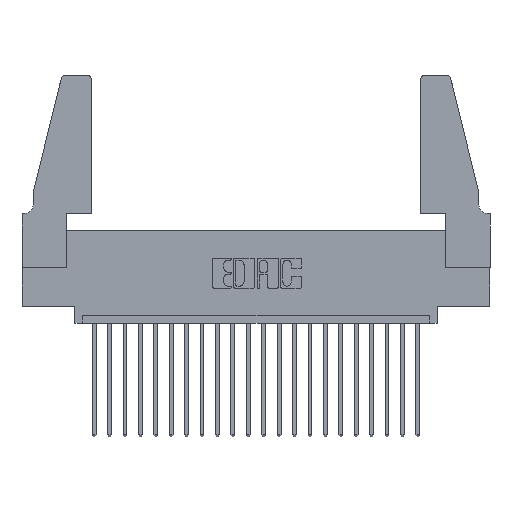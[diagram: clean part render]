
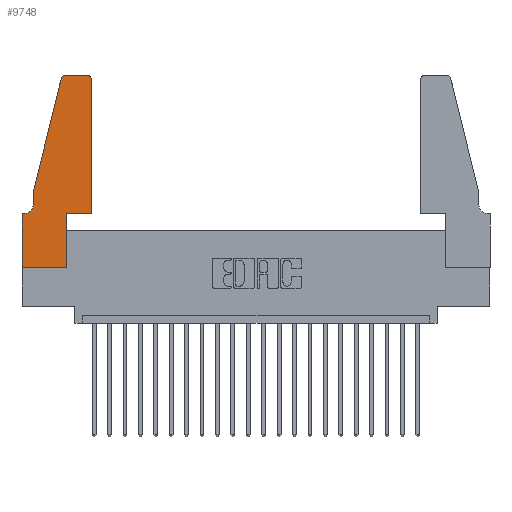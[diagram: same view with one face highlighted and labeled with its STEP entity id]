
A CAD part, top view. The second image highlights one B-rep face of the part: STEP entity #9748.
In plain terms, the highlighted planar face has unit normal (0, 0, 1).
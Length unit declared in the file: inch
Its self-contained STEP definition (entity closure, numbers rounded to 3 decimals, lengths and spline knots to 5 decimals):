
#214 = ORIENTED_EDGE ( 'NONE', *, *, #7927, .T. ) ;
#348 = EDGE_CURVE ( 'NONE', #15624, #19658, #17188, .T. ) ;
#393 = LINE ( 'NONE', #15709, #5062 ) ;
#442 = VECTOR ( 'NONE', #3383, 39.37008 ) ;
#454 = VECTOR ( 'NONE', #19259, 39.37008 ) ;
#627 = DIRECTION ( 'NONE',  ( 0., 1., 0. ) ) ;
#669 = VECTOR ( 'NONE', #16724, 39.37008 ) ;
#1163 = ORIENTED_EDGE ( 'NONE', *, *, #6575, .T. ) ;
#1516 = AXIS2_PLACEMENT_3D ( 'NONE', #16453, #6342, #2934 ) ;
#1523 = VECTOR ( 'NONE', #13727, 39.37008 ) ;
#1585 = CARTESIAN_POINT ( 'NONE',  ( 0., 0.35, 0.37 ) ) ;
#2104 = DIRECTION ( 'NONE',  ( 1., 0., 0. ) ) ;
#2483 = ORIENTED_EDGE ( 'NONE', *, *, #15932, .T. ) ;
#2794 = PLANE ( 'NONE',  #1516 ) ;
#2903 = ORIENTED_EDGE ( 'NONE', *, *, #4152, .T. ) ;
#2934 = DIRECTION ( 'NONE',  ( 1., 0., 0. ) ) ;
#3129 = CARTESIAN_POINT ( 'NONE',  ( 0.2865, 0., 0.37 ) ) ;
#3383 = DIRECTION ( 'NONE',  ( 1., 0., 0. ) ) ;
#3742 = EDGE_LOOP ( 'NONE', ( #2903, #1163, #5699, #2483, #6774, #8934, #9505, #10376, #214, #8627, #4887, #14944 ) ) ;
#4097 = CARTESIAN_POINT ( 'NONE',  ( 0.4505, 1.22, 0.37 ) ) ;
#4152 = EDGE_CURVE ( 'NONE', #14098, #18721, #19144, .T. ) ;
#4182 = CARTESIAN_POINT ( 'NONE',  ( 0.0055, 0.42, 0.37 ) ) ;
#4872 = LINE ( 'NONE', #12694, #454 ) ;
#4887 = ORIENTED_EDGE ( 'NONE', *, *, #5442, .T. ) ;
#4905 = DIRECTION ( 'NONE',  ( -1., 0., 0. ) ) ;
#5062 = VECTOR ( 'NONE', #627, 39.37008 ) ;
#5442 = EDGE_CURVE ( 'NONE', #13395, #18764, #20821, .T. ) ;
#5699 = ORIENTED_EDGE ( 'NONE', *, *, #20782, .T. ) ;
#5731 = AXIS2_PLACEMENT_3D ( 'NONE', #4182, #9284, #12623 ) ;
#5999 = VECTOR ( 'NONE', #4905, 39.37008 ) ;
#6342 = DIRECTION ( 'NONE',  ( 0., 0., 1. ) ) ;
#6368 = DIRECTION ( 'NONE',  ( 0., 0., 1. ) ) ;
#6517 = DIRECTION ( 'NONE',  ( 1., 0., 0. ) ) ;
#6575 = EDGE_CURVE ( 'NONE', #18721, #16618, #7479, .T. ) ;
#6774 = ORIENTED_EDGE ( 'NONE', *, *, #11309, .T. ) ;
#6787 = CARTESIAN_POINT ( 'NONE',  ( 0.25487, 1.22718, 0.37 ) ) ;
#6850 = EDGE_CURVE ( 'NONE', #18747, #7682, #17388, .T. ) ;
#7125 = EDGE_CURVE ( 'NONE', #16969, #13395, #20491, .T. ) ;
#7256 = CARTESIAN_POINT ( 'NONE',  ( 0.0055, 0.35, 0.37 ) ) ;
#7289 = VERTEX_POINT ( 'NONE', #10365 ) ;
#7479 = CIRCLE ( 'NONE', #20595, 0.03 ) ;
#7575 = CARTESIAN_POINT ( 'NONE',  ( 0.4505, 0.35, 0.37 ) ) ;
#7682 = VERTEX_POINT ( 'NONE', #3129 ) ;
#7927 = EDGE_CURVE ( 'NONE', #7682, #16969, #393, .T. ) ;
#8627 = ORIENTED_EDGE ( 'NONE', *, *, #7125, .T. ) ;
#8650 = FACE_OUTER_BOUND ( 'NONE', #3742, .T. ) ;
#8934 = ORIENTED_EDGE ( 'NONE', *, *, #348, .T. ) ;
#9199 = CARTESIAN_POINT ( 'NONE',  ( 0.0755, 0.42, 0.37 ) ) ;
#9284 = DIRECTION ( 'NONE',  ( 0., 0., -1. ) ) ;
#9505 = ORIENTED_EDGE ( 'NONE', *, *, #20314, .T. ) ;
#9748 = ADVANCED_FACE ( 'NONE', ( #8650 ), #2794, .T. ) ;
#9985 = AXIS2_PLACEMENT_3D ( 'NONE', #13136, #6368, #6517 ) ;
#10091 = CARTESIAN_POINT ( 'NONE',  ( 0., 0., 0.37 ) ) ;
#10122 = VECTOR ( 'NONE', #18372, 39.37008 ) ;
#10365 = CARTESIAN_POINT ( 'NONE',  ( 0.0755, 0.5, 0.37 ) ) ;
#10376 = ORIENTED_EDGE ( 'NONE', *, *, #6850, .T. ) ;
#10380 = LINE ( 'NONE', #10091, #10122 ) ;
#10859 = VECTOR ( 'NONE', #18907, 39.37008 ) ;
#11309 = EDGE_CURVE ( 'NONE', #20659, #15624, #15726, .T. ) ;
#11538 = CARTESIAN_POINT ( 'NONE',  ( 0.4505, 0.35, 0.37 ) ) ;
#12470 = CARTESIAN_POINT ( 'NONE',  ( 0., 0., 0.37 ) ) ;
#12623 = DIRECTION ( 'NONE',  ( -1., 0., 0. ) ) ;
#12694 = CARTESIAN_POINT ( 'NONE',  ( 0.0755, 0.5, 0.37 ) ) ;
#13136 = CARTESIAN_POINT ( 'NONE',  ( 0.4205, 1.22, 0.37 ) ) ;
#13209 = CARTESIAN_POINT ( 'NONE',  ( 0.2605, 1.25, 0.37 ) ) ;
#13310 = CARTESIAN_POINT ( 'NONE',  ( 0.4205, 1.25, 0.37 ) ) ;
#13316 = CARTESIAN_POINT ( 'NONE',  ( 0.284, 1.22, 0.37 ) ) ;
#13395 = VERTEX_POINT ( 'NONE', #7575 ) ;
#13727 = DIRECTION ( 'NONE',  ( 0., 1., 0. ) ) ;
#14098 = VERTEX_POINT ( 'NONE', #13310 ) ;
#14147 = CARTESIAN_POINT ( 'NONE',  ( 0.2865, 0.35, 0.37 ) ) ;
#14712 = VECTOR ( 'NONE', #21531, 39.37008 ) ;
#14732 = LINE ( 'NONE', #15131, #669 ) ;
#14900 = CARTESIAN_POINT ( 'NONE',  ( 0.0755, 0.35, 0.37 ) ) ;
#14944 = ORIENTED_EDGE ( 'NONE', *, *, #18443, .T. ) ;
#15012 = DIRECTION ( 'NONE',  ( 0., 0., 1. ) ) ;
#15131 = CARTESIAN_POINT ( 'NONE',  ( 0.0755, 0.5, 0.37 ) ) ;
#15624 = VERTEX_POINT ( 'NONE', #7256 ) ;
#15709 = CARTESIAN_POINT ( 'NONE',  ( 0.2865, 0.35, 0.37 ) ) ;
#15726 = CIRCLE ( 'NONE', #5731, 0.07 ) ;
#15932 = EDGE_CURVE ( 'NONE', #7289, #20659, #14732, .T. ) ;
#16453 = CARTESIAN_POINT ( 'NONE',  ( 0., 0.35, 0.37 ) ) ;
#16618 = VERTEX_POINT ( 'NONE', #6787 ) ;
#16724 = DIRECTION ( 'NONE',  ( 0., -1., 0. ) ) ;
#16969 = VERTEX_POINT ( 'NONE', #14147 ) ;
#17188 = LINE ( 'NONE', #14900, #5999 ) ;
#17388 = LINE ( 'NONE', #20884, #10859 ) ;
#18372 = DIRECTION ( 'NONE',  ( 0., -1., 0. ) ) ;
#18443 = EDGE_CURVE ( 'NONE', #18764, #14098, #19585, .T. ) ;
#18721 = VERTEX_POINT ( 'NONE', #18956 ) ;
#18747 = VERTEX_POINT ( 'NONE', #12470 ) ;
#18764 = VERTEX_POINT ( 'NONE', #4097 ) ;
#18889 = CARTESIAN_POINT ( 'NONE',  ( 0.4505, 0.35, 0.37 ) ) ;
#18907 = DIRECTION ( 'NONE',  ( 1., 0., 0. ) ) ;
#18956 = CARTESIAN_POINT ( 'NONE',  ( 0.284, 1.25, 0.37 ) ) ;
#19144 = LINE ( 'NONE', #13209, #14712 ) ;
#19259 = DIRECTION ( 'NONE',  ( -0.239, -0.971, 0. ) ) ;
#19585 = CIRCLE ( 'NONE', #9985, 0.03 ) ;
#19658 = VERTEX_POINT ( 'NONE', #1585 ) ;
#20314 = EDGE_CURVE ( 'NONE', #19658, #18747, #10380, .T. ) ;
#20491 = LINE ( 'NONE', #11538, #442 ) ;
#20595 = AXIS2_PLACEMENT_3D ( 'NONE', #13316, #15012, #2104 ) ;
#20659 = VERTEX_POINT ( 'NONE', #9199 ) ;
#20782 = EDGE_CURVE ( 'NONE', #16618, #7289, #4872, .T. ) ;
#20821 = LINE ( 'NONE', #18889, #1523 ) ;
#20884 = CARTESIAN_POINT ( 'NONE',  ( 0., 0., 0.37 ) ) ;
#21531 = DIRECTION ( 'NONE',  ( -1., 0., 0. ) ) ;
